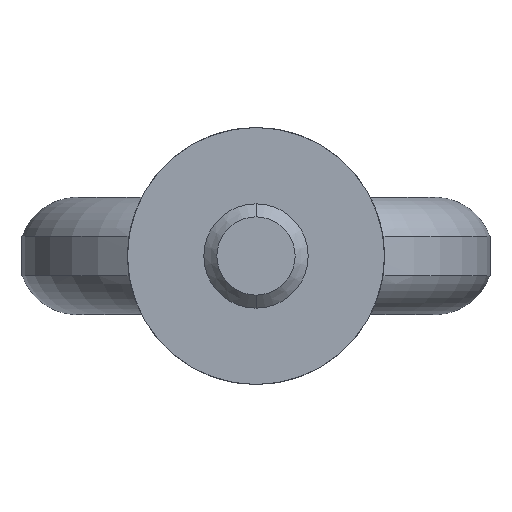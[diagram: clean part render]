
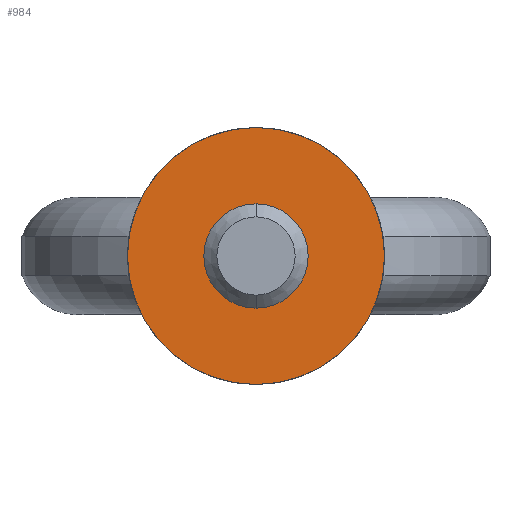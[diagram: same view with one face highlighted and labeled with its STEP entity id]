
A CAD part, front view. The second image highlights one B-rep face of the part: STEP entity #984.
In plain terms, the highlighted planar face has unit normal (0, -1, 0).
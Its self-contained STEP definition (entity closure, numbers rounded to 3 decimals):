
#8 = DIRECTION ( 'NONE',  ( 0., 0., -1. ) ) ;
#24 = CARTESIAN_POINT ( 'NONE',  ( 0., 0., 0. ) ) ;
#71 = DIRECTION ( 'NONE',  ( 0., 1., 0. ) ) ;
#80 = CARTESIAN_POINT ( 'NONE',  ( 0., 0., -4. ) ) ;
#104 = ORIENTED_EDGE ( 'NONE', *, *, #1104, .F. ) ;
#109 = CARTESIAN_POINT ( 'NONE',  ( 0., 0., 0. ) ) ;
#167 = CIRCLE ( 'NONE', #1405, 9.85 ) ;
#191 = DIRECTION ( 'NONE',  ( 0., -1., 0. ) ) ;
#247 = PLANE ( 'NONE',  #1307 ) ;
#262 = DIRECTION ( 'NONE',  ( 0., 0., 1. ) ) ;
#385 = VERTEX_POINT ( 'NONE', #1454 ) ;
#440 = VERTEX_POINT ( 'NONE', #80 ) ;
#516 = AXIS2_PLACEMENT_3D ( 'NONE', #24, #191, #1444 ) ;
#555 = DIRECTION ( 'NONE',  ( 0., 0., 1. ) ) ;
#556 = EDGE_CURVE ( 'NONE', #385, #1608, #167, .T. ) ;
#590 = DIRECTION ( 'NONE',  ( 0., 0., 1. ) ) ;
#629 = EDGE_LOOP ( 'NONE', ( #104, #1463 ) ) ;
#656 = DIRECTION ( 'NONE',  ( 0., 1., 0. ) ) ;
#729 = CIRCLE ( 'NONE', #936, 4. ) ;
#792 = EDGE_LOOP ( 'NONE', ( #1338, #1005 ) ) ;
#891 = CARTESIAN_POINT ( 'NONE',  ( 0., 0., 4. ) ) ;
#936 = AXIS2_PLACEMENT_3D ( 'NONE', #1141, #1163, #8 ) ;
#944 = CARTESIAN_POINT ( 'NONE',  ( 0., 0., 9.85 ) ) ;
#984 = ADVANCED_FACE ( 'NONE', ( #1145, #1661 ), #247, .F. ) ;
#1005 = ORIENTED_EDGE ( 'NONE', *, *, #1637, .F. ) ;
#1104 = EDGE_CURVE ( 'NONE', #1384, #440, #1558, .T. ) ;
#1141 = CARTESIAN_POINT ( 'NONE',  ( 0., 0., 0. ) ) ;
#1145 = FACE_BOUND ( 'NONE', #629, .T. ) ;
#1163 = DIRECTION ( 'NONE',  ( 0., -1., 0. ) ) ;
#1174 = AXIS2_PLACEMENT_3D ( 'NONE', #1351, #71, #590 ) ;
#1307 = AXIS2_PLACEMENT_3D ( 'NONE', #109, #1415, #262 ) ;
#1338 = ORIENTED_EDGE ( 'NONE', *, *, #556, .F. ) ;
#1351 = CARTESIAN_POINT ( 'NONE',  ( 0., 0., 0. ) ) ;
#1384 = VERTEX_POINT ( 'NONE', #891 ) ;
#1405 = AXIS2_PLACEMENT_3D ( 'NONE', #1426, #656, #555 ) ;
#1408 = EDGE_CURVE ( 'NONE', #440, #1384, #729, .T. ) ;
#1415 = DIRECTION ( 'NONE',  ( 0., 1., 0. ) ) ;
#1426 = CARTESIAN_POINT ( 'NONE',  ( 0., 0., 0. ) ) ;
#1444 = DIRECTION ( 'NONE',  ( 0., 0., -1. ) ) ;
#1454 = CARTESIAN_POINT ( 'NONE',  ( 0., 0., -9.85 ) ) ;
#1463 = ORIENTED_EDGE ( 'NONE', *, *, #1408, .F. ) ;
#1532 = CIRCLE ( 'NONE', #1174, 9.85 ) ;
#1558 = CIRCLE ( 'NONE', #516, 4. ) ;
#1608 = VERTEX_POINT ( 'NONE', #944 ) ;
#1637 = EDGE_CURVE ( 'NONE', #1608, #385, #1532, .T. ) ;
#1661 = FACE_OUTER_BOUND ( 'NONE', #792, .T. ) ;
